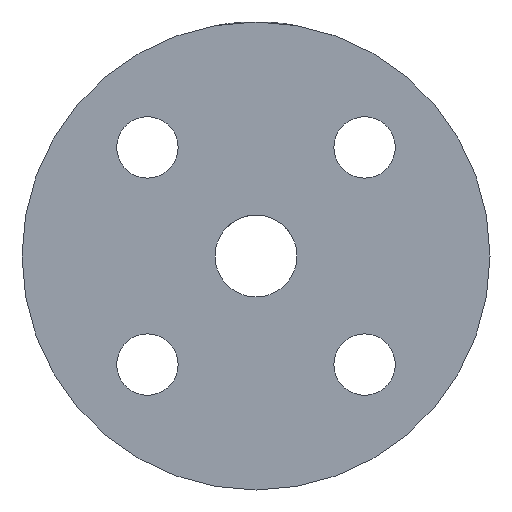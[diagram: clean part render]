
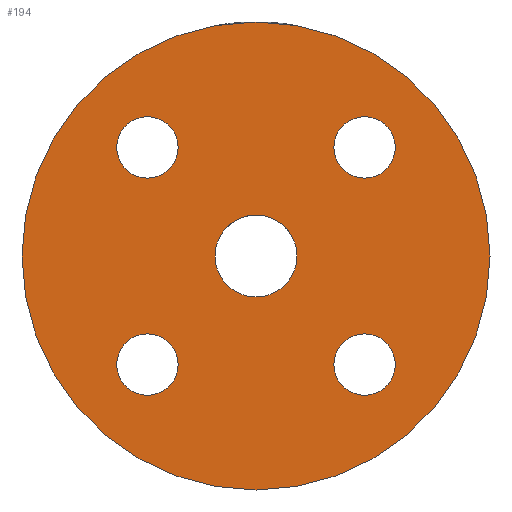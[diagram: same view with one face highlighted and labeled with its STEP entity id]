
A CAD part, front view. The second image highlights one B-rep face of the part: STEP entity #194.
In plain terms, the highlighted planar face has unit normal (0, -1, 0).
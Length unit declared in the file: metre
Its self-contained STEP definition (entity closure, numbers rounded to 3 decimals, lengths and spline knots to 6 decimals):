
#13=PLANE('',#233);
#43=ORIENTED_EDGE('',*,*,#72,.F.);
#44=ORIENTED_EDGE('',*,*,#70,.F.);
#45=ORIENTED_EDGE('',*,*,#68,.F.);
#46=ORIENTED_EDGE('',*,*,#66,.F.);
#47=ORIENTED_EDGE('',*,*,#55,.F.);
#48=ORIENTED_EDGE('',*,*,#59,.T.);
#55=EDGE_CURVE('',#73,#73,#91,.T.);
#59=EDGE_CURVE('',#77,#77,#93,.T.);
#66=EDGE_CURVE('',#84,#84,#98,.T.);
#68=EDGE_CURVE('',#86,#86,#100,.T.);
#70=EDGE_CURVE('',#88,#88,#102,.T.);
#72=EDGE_CURVE('',#90,#90,#104,.T.);
#73=VERTEX_POINT('',#294);
#77=VERTEX_POINT('',#339);
#84=VERTEX_POINT('',#375);
#86=VERTEX_POINT('',#380);
#88=VERTEX_POINT('',#385);
#90=VERTEX_POINT('',#390);
#91=CIRCLE('',#212,0.002);
#93=CIRCLE('',#215,0.01143);
#98=CIRCLE('',#222,0.0015);
#100=CIRCLE('',#225,0.0015);
#102=CIRCLE('',#228,0.0015);
#104=CIRCLE('',#231,0.0015);
#129=EDGE_LOOP('',(#43));
#130=EDGE_LOOP('',(#44));
#131=EDGE_LOOP('',(#45));
#132=EDGE_LOOP('',(#46));
#133=EDGE_LOOP('',(#47));
#134=EDGE_LOOP('',(#48));
#165=FACE_BOUND('',#129,.T.);
#166=FACE_BOUND('',#130,.T.);
#167=FACE_BOUND('',#131,.T.);
#168=FACE_BOUND('',#132,.T.);
#169=FACE_BOUND('',#133,.T.);
#170=FACE_BOUND('',#134,.T.);
#194=ADVANCED_FACE('',(#165,#166,#167,#168,#169,#170),#13,.T.);
#212=AXIS2_PLACEMENT_3D('',#293,#241,#242);
#215=AXIS2_PLACEMENT_3D('',#338,#247,#248);
#222=AXIS2_PLACEMENT_3D('',#374,#261,#262);
#225=AXIS2_PLACEMENT_3D('',#379,#267,#268);
#228=AXIS2_PLACEMENT_3D('',#384,#273,#274);
#231=AXIS2_PLACEMENT_3D('',#389,#279,#280);
#233=AXIS2_PLACEMENT_3D('',#392,#283,#284);
#241=DIRECTION('',(0.,-1.,0.));
#242=DIRECTION('',(0.,0.,-1.));
#247=DIRECTION('',(0.,-1.,0.));
#248=DIRECTION('',(0.,0.,-1.));
#261=DIRECTION('',(0.,-1.,0.));
#262=DIRECTION('',(0.,0.,-1.));
#267=DIRECTION('',(0.,-1.,0.));
#268=DIRECTION('',(0.,0.,-1.));
#273=DIRECTION('',(0.,-1.,0.));
#274=DIRECTION('',(0.,0.,-1.));
#279=DIRECTION('',(0.,-1.,0.));
#280=DIRECTION('',(0.,0.,-1.));
#283=DIRECTION('',(0.,-1.,0.));
#284=DIRECTION('',(1.,0.,0.));
#293=CARTESIAN_POINT('',(0.,0.,0.));
#294=CARTESIAN_POINT('',(0.,0.,-0.002));
#338=CARTESIAN_POINT('',(0.,0.,0.));
#339=CARTESIAN_POINT('',(0.,0.,-0.01143));
#374=CARTESIAN_POINT('',(-0.005303,0.,0.005303));
#375=CARTESIAN_POINT('',(-0.005303,0.,0.003803));
#379=CARTESIAN_POINT('',(-0.005303,0.,-0.005303));
#380=CARTESIAN_POINT('',(-0.005303,0.,-0.006803));
#384=CARTESIAN_POINT('',(0.005303,0.,-0.005303));
#385=CARTESIAN_POINT('',(0.005303,0.,-0.006803));
#389=CARTESIAN_POINT('',(0.005303,0.,0.005303));
#390=CARTESIAN_POINT('',(0.005303,0.,0.003803));
#392=CARTESIAN_POINT('',(0.,0.,0.));
